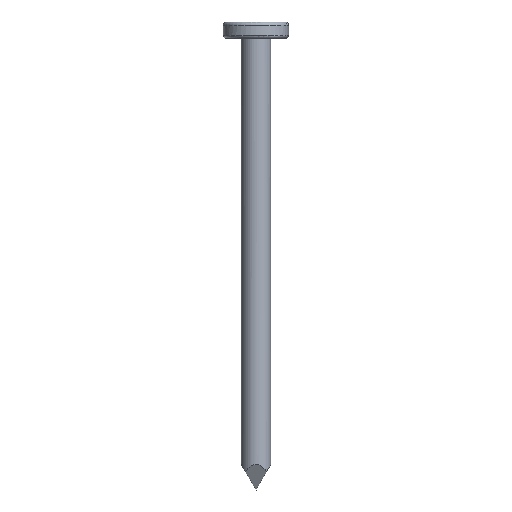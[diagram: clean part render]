
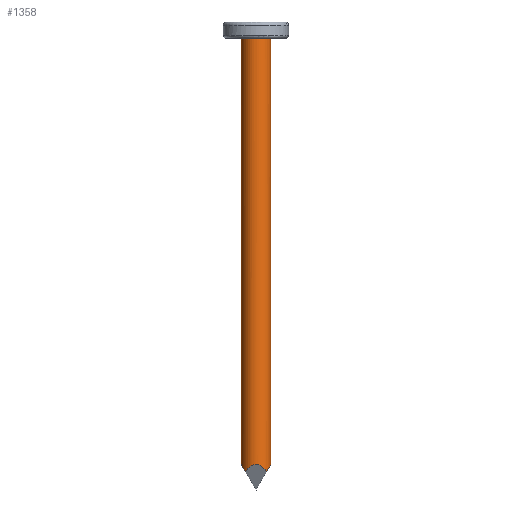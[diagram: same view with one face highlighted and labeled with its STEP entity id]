
A CAD part, front view. The second image highlights one B-rep face of the part: STEP entity #1358.
In plain terms, the highlighted cylindrical face has radius 0.9 mm (diameter 1.8 mm), a partial arc.
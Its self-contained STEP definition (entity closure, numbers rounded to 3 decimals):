
#726=CARTESIAN_POINT('',(0.9,-0.,0.));
#727=VERTEX_POINT('',#726);
#728=CARTESIAN_POINT('',(-0.9,0.,0.));
#729=VERTEX_POINT('',#728);
#830=CARTESIAN_POINT('',(0.9,0.,0.));
#831=CARTESIAN_POINT('',(0.9,0.059,0.));
#832=CARTESIAN_POINT('',(0.894,0.118,0.));
#833=CARTESIAN_POINT('',(0.883,0.176,0.));
#834=CARTESIAN_POINT('',(0.871,0.233,0.));
#835=CARTESIAN_POINT('',(0.854,0.29,0.));
#836=CARTESIAN_POINT('',(0.831,0.344,0.));
#837=CARTESIAN_POINT('',(0.809,0.399,0.));
#838=CARTESIAN_POINT('',(0.781,0.451,0.));
#839=CARTESIAN_POINT('',(0.748,0.5,0.));
#840=CARTESIAN_POINT('',(0.716,0.549,0.));
#841=CARTESIAN_POINT('',(0.678,0.595,0.));
#842=CARTESIAN_POINT('',(0.636,0.636,0.));
#843=CARTESIAN_POINT('',(0.595,0.678,0.));
#844=CARTESIAN_POINT('',(0.549,0.716,0.));
#845=CARTESIAN_POINT('',(0.5,0.748,0.));
#846=CARTESIAN_POINT('',(0.451,0.781,0.));
#847=CARTESIAN_POINT('',(0.399,0.809,0.));
#848=CARTESIAN_POINT('',(0.344,0.831,0.));
#849=CARTESIAN_POINT('',(0.29,0.854,0.));
#850=CARTESIAN_POINT('',(0.233,0.871,0.));
#851=CARTESIAN_POINT('',(0.176,0.883,0.));
#852=CARTESIAN_POINT('',(0.118,0.894,0.));
#853=CARTESIAN_POINT('',(0.059,0.9,0.));
#854=CARTESIAN_POINT('',(-0.,0.9,0.));
#855=CARTESIAN_POINT('',(-0.059,0.9,0.));
#856=CARTESIAN_POINT('',(-0.118,0.894,0.));
#857=CARTESIAN_POINT('',(-0.176,0.883,0.));
#858=CARTESIAN_POINT('',(-0.233,0.871,0.));
#859=CARTESIAN_POINT('',(-0.29,0.854,0.));
#860=CARTESIAN_POINT('',(-0.344,0.831,0.));
#861=CARTESIAN_POINT('',(-0.399,0.809,0.));
#862=CARTESIAN_POINT('',(-0.451,0.781,0.));
#863=CARTESIAN_POINT('',(-0.5,0.748,0.));
#864=CARTESIAN_POINT('',(-0.549,0.716,0.));
#865=CARTESIAN_POINT('',(-0.595,0.678,0.));
#866=CARTESIAN_POINT('',(-0.636,0.636,0.));
#867=CARTESIAN_POINT('',(-0.678,0.595,0.));
#868=CARTESIAN_POINT('',(-0.716,0.549,0.));
#869=CARTESIAN_POINT('',(-0.748,0.5,0.));
#870=CARTESIAN_POINT('',(-0.781,0.451,0.));
#871=CARTESIAN_POINT('',(-0.809,0.399,0.));
#872=CARTESIAN_POINT('',(-0.831,0.344,0.));
#873=CARTESIAN_POINT('',(-0.854,0.29,0.));
#874=CARTESIAN_POINT('',(-0.871,0.233,0.));
#875=CARTESIAN_POINT('',(-0.883,0.176,0.));
#876=CARTESIAN_POINT('',(-0.894,0.118,0.));
#877=CARTESIAN_POINT('',(-0.9,0.059,0.));
#878=CARTESIAN_POINT('',(-0.9,0.,0.));
#879=CARTESIAN_POINT('',(-0.9,-0.059,0.));
#880=CARTESIAN_POINT('',(-0.894,-0.118,0.));
#881=CARTESIAN_POINT('',(-0.883,-0.176,0.));
#882=CARTESIAN_POINT('',(-0.871,-0.233,0.));
#883=CARTESIAN_POINT('',(-0.854,-0.29,0.));
#884=CARTESIAN_POINT('',(-0.831,-0.344,0.));
#885=CARTESIAN_POINT('',(-0.809,-0.399,0.));
#886=CARTESIAN_POINT('',(-0.781,-0.451,0.));
#887=CARTESIAN_POINT('',(-0.748,-0.5,0.));
#888=CARTESIAN_POINT('',(-0.716,-0.549,0.));
#889=CARTESIAN_POINT('',(-0.678,-0.595,0.));
#890=CARTESIAN_POINT('',(-0.636,-0.636,0.));
#891=CARTESIAN_POINT('',(-0.595,-0.678,0.));
#892=CARTESIAN_POINT('',(-0.549,-0.716,0.));
#893=CARTESIAN_POINT('',(-0.5,-0.748,0.));
#894=CARTESIAN_POINT('',(-0.451,-0.781,0.));
#895=CARTESIAN_POINT('',(-0.399,-0.809,0.));
#896=CARTESIAN_POINT('',(-0.344,-0.831,0.));
#897=CARTESIAN_POINT('',(-0.29,-0.854,0.));
#898=CARTESIAN_POINT('',(-0.233,-0.871,0.));
#899=CARTESIAN_POINT('',(-0.176,-0.883,0.));
#900=CARTESIAN_POINT('',(-0.118,-0.894,0.));
#901=CARTESIAN_POINT('',(-0.059,-0.9,0.));
#902=CARTESIAN_POINT('',(0.,-0.9,0.));
#903=CARTESIAN_POINT('',(0.059,-0.9,0.));
#904=CARTESIAN_POINT('',(0.118,-0.894,0.));
#905=CARTESIAN_POINT('',(0.176,-0.883,0.));
#906=CARTESIAN_POINT('',(0.233,-0.871,0.));
#907=CARTESIAN_POINT('',(0.29,-0.854,0.));
#908=CARTESIAN_POINT('',(0.344,-0.831,0.));
#909=CARTESIAN_POINT('',(0.399,-0.809,0.));
#910=CARTESIAN_POINT('',(0.451,-0.781,0.));
#911=CARTESIAN_POINT('',(0.5,-0.748,0.));
#912=CARTESIAN_POINT('',(0.549,-0.716,0.));
#913=CARTESIAN_POINT('',(0.595,-0.678,0.));
#914=CARTESIAN_POINT('',(0.636,-0.636,0.));
#915=CARTESIAN_POINT('',(0.678,-0.595,0.));
#916=CARTESIAN_POINT('',(0.716,-0.549,0.));
#917=CARTESIAN_POINT('',(0.748,-0.5,0.));
#918=CARTESIAN_POINT('',(0.781,-0.451,0.));
#919=CARTESIAN_POINT('',(0.809,-0.399,0.));
#920=CARTESIAN_POINT('',(0.831,-0.344,0.));
#921=CARTESIAN_POINT('',(0.854,-0.29,0.));
#922=CARTESIAN_POINT('',(0.871,-0.233,0.));
#923=CARTESIAN_POINT('',(0.883,-0.176,0.));
#924=CARTESIAN_POINT('',(0.894,-0.118,0.));
#925=CARTESIAN_POINT('',(0.9,-0.059,0.));
#926=CARTESIAN_POINT('',(0.9,0.,0.));
#927=B_SPLINE_CURVE_WITH_KNOTS('',3,(#830,#831,#832,#833,#834,#835,#836,#837,#838,#839,#840,#841,#842,#843,#844,#845,#846,#847,#848,#849,#850,#851,#852,#853,#854,#855,
#856,#857,#858,#859,#860,#861,#862,#863,#864,#865,#866,#867,#868,#869,#870,#871,#872,#873,#874,#875,#876,#877,#878,#879,#880,
#881,#882,#883,#884,#885,#886,#887,#888,#889,#890,#891,#892,#893,#894,#895,#896,#897,#898,#899,#900,#901,#902,#903,#904,#905,
#906,#907,#908,#909,#910,#911,#912,#913,#914,#915,#916,#917,#918,#919,#920,#921,#922,#923,#924,#925,#926),.UNSPECIFIED.,.T.,.F.,(4,3,3,3,3,3,3,3,3,3,3,3,3,3,3,3,3,3,3,3,3,3,3,3,3,3,
3,3,3,3,3,3,4),(180.,191.25,202.5,213.75,225.,236.25,247.5,258.75,270.,281.25,292.5,303.75,315.,326.25,337.5,348.75,360.,371.25,382.5,393.75,405.,416.25,427.5,438.75,450.,461.25,
472.5,483.75,495.,506.25,517.5,528.75,540.),.UNSPECIFIED.);
#928=EDGE_CURVE('',#729,#727,#927,.T.);
#947=CARTESIAN_POINT('',(-0.636,-0.636,-26.498));
#948=VERTEX_POINT('',#947);
#954=CARTESIAN_POINT('',(-0.9,-0.,-26.041));
#955=VERTEX_POINT('',#954);
#956=CARTESIAN_POINT('',(-0.636,0.636,-26.498));
#957=CARTESIAN_POINT('',(-0.678,0.595,-26.426));
#958=CARTESIAN_POINT('',(-0.716,0.549,-26.361));
#959=CARTESIAN_POINT('',(-0.748,0.5,-26.304));
#960=CARTESIAN_POINT('',(-0.781,0.451,-26.247));
#961=CARTESIAN_POINT('',(-0.809,0.399,-26.199));
#962=CARTESIAN_POINT('',(-0.831,0.344,-26.16));
#963=CARTESIAN_POINT('',(-0.854,0.29,-26.121));
#964=CARTESIAN_POINT('',(-0.871,0.233,-26.091));
#965=CARTESIAN_POINT('',(-0.883,0.176,-26.071));
#966=CARTESIAN_POINT('',(-0.894,0.118,-26.051));
#967=CARTESIAN_POINT('',(-0.9,0.059,-26.041));
#968=CARTESIAN_POINT('',(-0.9,-0.,-26.041));
#969=CARTESIAN_POINT('',(-0.9,-0.059,-26.041));
#970=CARTESIAN_POINT('',(-0.894,-0.118,-26.051));
#971=CARTESIAN_POINT('',(-0.883,-0.176,-26.071));
#972=CARTESIAN_POINT('',(-0.871,-0.233,-26.091));
#973=CARTESIAN_POINT('',(-0.854,-0.29,-26.121));
#974=CARTESIAN_POINT('',(-0.831,-0.344,-26.16));
#975=CARTESIAN_POINT('',(-0.809,-0.399,-26.199));
#976=CARTESIAN_POINT('',(-0.781,-0.451,-26.247));
#977=CARTESIAN_POINT('',(-0.748,-0.5,-26.304));
#978=CARTESIAN_POINT('',(-0.716,-0.549,-26.361));
#979=CARTESIAN_POINT('',(-0.678,-0.595,-26.426));
#980=CARTESIAN_POINT('',(-0.636,-0.636,-26.498));
#981=B_SPLINE_CURVE_WITH_KNOTS('',3,(#956,#957,#958,#959,#960,#961,#962,#963,#964,#965,#966,#967,#968,#969,#970,#971,#972,#973,#974,#975,#976,#977,#978,#979,#980),.UNSPECIFIED.,.F.,.F.,(4,3,3,3,3,3,3,3,4),(315.,326.25,337.5,348.75,360.,371.25,382.5,393.75,405.),.UNSPECIFIED.);
#982=EDGE_CURVE('',#955,#948,#981,.T.);
#1020=CARTESIAN_POINT('',(-0.9,0.,-26.041));
#1021=DIRECTION('',(-0.,-0.,1.));
#1022=VECTOR('',#1021,26.041);
#1023=LINE('',#1020,#1022);
#1024=EDGE_CURVE('',#955,#729,#1023,.T.);
#1027=CARTESIAN_POINT('',(0.9,0.,-26.041));
#1028=VERTEX_POINT('',#1027);
#1029=CARTESIAN_POINT('',(0.9,0.,-26.041));
#1030=DIRECTION('',(-0.,-0.,1.));
#1031=VECTOR('',#1030,26.041);
#1032=LINE('',#1029,#1031);
#1033=EDGE_CURVE('',#1028,#727,#1032,.T.);
#1061=CARTESIAN_POINT('',(0.636,-0.636,-26.498));
#1062=VERTEX_POINT('',#1061);
#1068=CARTESIAN_POINT('',(-0.636,-0.636,-26.498));
#1069=CARTESIAN_POINT('',(-0.373,-0.9,-26.041));
#1070=CARTESIAN_POINT('',(-0.,-0.9,-26.041));
#1071=CARTESIAN_POINT('',(0.373,-0.9,-26.041));
#1072=CARTESIAN_POINT('',(0.636,-0.636,-26.498));
#1073=(BOUNDED_CURVE()
B_SPLINE_CURVE(2,(#1068,#1069,#1070,#1071,#1072),.UNSPECIFIED.,.F.,.F.)
B_SPLINE_CURVE_WITH_KNOTS((3,2,3),(135.,180.,225.),.UNSPECIFIED.)
CURVE()
GEOMETRIC_REPRESENTATION_ITEM()
RATIONAL_B_SPLINE_CURVE((1.,0.924,1.,0.924,1.))
REPRESENTATION_ITEM(''));
#1074=EDGE_CURVE('',#948,#1062,#1073,.T.);
#1091=CARTESIAN_POINT('',(0.636,-0.636,-26.498));
#1092=CARTESIAN_POINT('',(0.9,-0.373,-26.041));
#1093=CARTESIAN_POINT('',(0.9,-0.,-26.041));
#1094=(BOUNDED_CURVE()
B_SPLINE_CURVE(2,(#1091,#1092,#1093),.UNSPECIFIED.,.F.,.F.)
B_SPLINE_CURVE_WITH_KNOTS((3,3),(135.,180.),.UNSPECIFIED.)
CURVE()
GEOMETRIC_REPRESENTATION_ITEM()
RATIONAL_B_SPLINE_CURVE((1.,0.924,1.))
REPRESENTATION_ITEM(''));
#1095=EDGE_CURVE('',#1062,#1028,#1094,.T.);
#1345=CARTESIAN_POINT('',(0.,0.,0.));
#1346=DIRECTION('',(0.,0.,-1.));
#1347=DIRECTION('',(-1.,0.,0.));
#1348=AXIS2_PLACEMENT_3D('',#1345,#1346,#1347);
#1349=CYLINDRICAL_SURFACE('',#1348,0.9);
#1350=ORIENTED_EDGE('',*,*,#1024,.F.);
#1351=ORIENTED_EDGE('',*,*,#982,.T.);
#1352=ORIENTED_EDGE('',*,*,#1074,.T.);
#1353=ORIENTED_EDGE('',*,*,#1095,.T.);
#1354=ORIENTED_EDGE('',*,*,#1033,.T.);
#1355=ORIENTED_EDGE('',*,*,#928,.F.);
#1356=EDGE_LOOP('',(#1350,#1351,#1352,#1353,#1354,#1355));
#1357=FACE_BOUND('',#1356,.T.);
#1358=ADVANCED_FACE('',(#1357),#1349,.T.);
